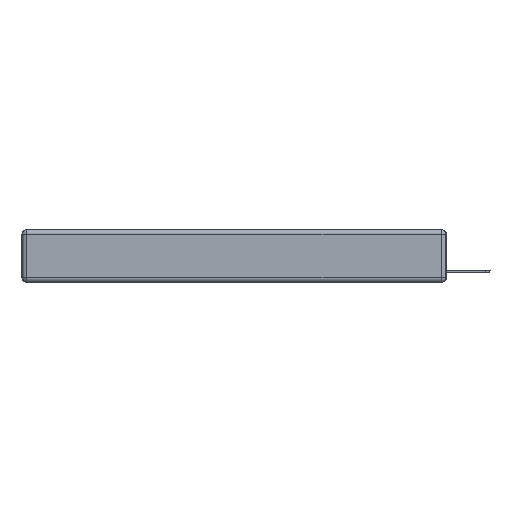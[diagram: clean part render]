
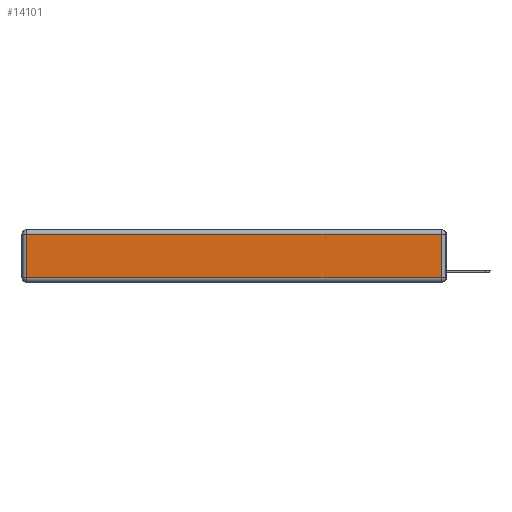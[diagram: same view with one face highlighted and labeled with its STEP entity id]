
A CAD part, left-side view. The second image highlights one B-rep face of the part: STEP entity #14101.
In plain terms, the highlighted planar face has unit normal (-1, 0, 0).
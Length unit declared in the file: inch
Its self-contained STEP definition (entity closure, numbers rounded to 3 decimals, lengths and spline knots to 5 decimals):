
#363 = DIRECTION ( 'NONE',  ( 0., 0., 1. ) ) ;
#434 = ORIENTED_EDGE ( 'NONE', *, *, #16499, .T. ) ;
#474 = VECTOR ( 'NONE', #363, 39.37008 ) ;
#1018 = LINE ( 'NONE', #9560, #14321 ) ;
#1556 = DIRECTION ( 'NONE',  ( 0., 0., 1. ) ) ;
#2521 = LINE ( 'NONE', #20309, #21624 ) ;
#3621 = DIRECTION ( 'NONE',  ( -1., 0., 0. ) ) ;
#3656 = DIRECTION ( 'NONE',  ( 0., 0., -1. ) ) ;
#4230 = CARTESIAN_POINT ( 'NONE',  ( 0., 0.03, -0.343 ) ) ;
#4273 = CARTESIAN_POINT ( 'NONE',  ( 0., 2.75, -0.03 ) ) ;
#4520 = AXIS2_PLACEMENT_3D ( 'NONE', #13413, #3621, #1556 ) ;
#5410 = LINE ( 'NONE', #4230, #474 ) ;
#7655 = FACE_OUTER_BOUND ( 'NONE', #13804, .T. ) ;
#7773 = PLANE ( 'NONE',  #4520 ) ;
#8550 = VERTEX_POINT ( 'NONE', #15698 ) ;
#9161 = EDGE_CURVE ( 'NONE', #19936, #21167, #1018, .T. ) ;
#9560 = CARTESIAN_POINT ( 'NONE',  ( 0., 2.72, -0.343 ) ) ;
#9982 = EDGE_CURVE ( 'NONE', #21167, #22056, #2521, .T. ) ;
#10710 = CARTESIAN_POINT ( 'NONE',  ( 0., 2.72, -0.03 ) ) ;
#13413 = CARTESIAN_POINT ( 'NONE',  ( 0., 0., -0.343 ) ) ;
#13804 = EDGE_LOOP ( 'NONE', ( #14464, #434, #23165, #24776 ) ) ;
#14101 = ADVANCED_FACE ( 'NONE', ( #7655 ), #7773, .T. ) ;
#14321 = VECTOR ( 'NONE', #3656, 39.37008 ) ;
#14464 = ORIENTED_EDGE ( 'NONE', *, *, #9982, .T. ) ;
#15698 = CARTESIAN_POINT ( 'NONE',  ( 0., 0.03, -0.03 ) ) ;
#16499 = EDGE_CURVE ( 'NONE', #22056, #8550, #5410, .T. ) ;
#18425 = VECTOR ( 'NONE', #19880, 39.37008 ) ;
#19460 = CARTESIAN_POINT ( 'NONE',  ( 0., 2.72, -0.313 ) ) ;
#19880 = DIRECTION ( 'NONE',  ( 0., 1., 0. ) ) ;
#19936 = VERTEX_POINT ( 'NONE', #10710 ) ;
#20309 = CARTESIAN_POINT ( 'NONE',  ( 0., 0., -0.313 ) ) ;
#20548 = LINE ( 'NONE', #4273, #18425 ) ;
#21167 = VERTEX_POINT ( 'NONE', #19460 ) ;
#21624 = VECTOR ( 'NONE', #22289, 39.37008 ) ;
#22056 = VERTEX_POINT ( 'NONE', #25195 ) ;
#22289 = DIRECTION ( 'NONE',  ( 0., -1., 0. ) ) ;
#22312 = EDGE_CURVE ( 'NONE', #8550, #19936, #20548, .T. ) ;
#23165 = ORIENTED_EDGE ( 'NONE', *, *, #22312, .T. ) ;
#24776 = ORIENTED_EDGE ( 'NONE', *, *, #9161, .T. ) ;
#25195 = CARTESIAN_POINT ( 'NONE',  ( 0., 0.03, -0.313 ) ) ;
